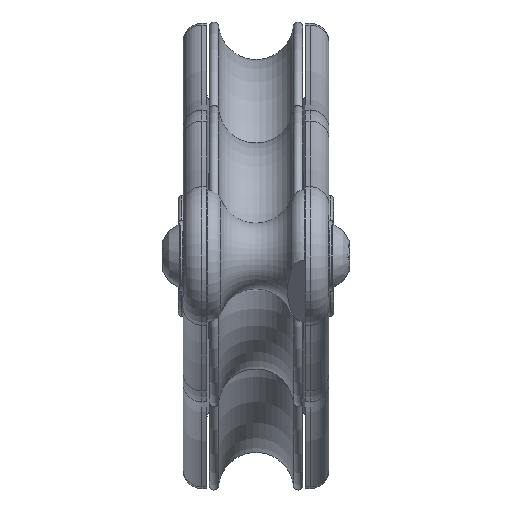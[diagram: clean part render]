
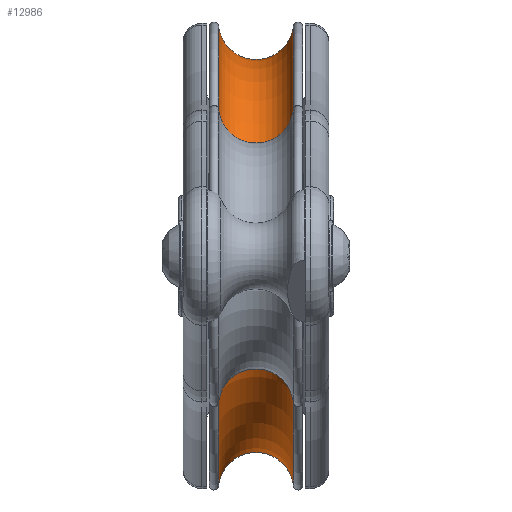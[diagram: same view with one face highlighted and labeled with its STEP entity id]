
A CAD part, front view. The second image highlights one B-rep face of the part: STEP entity #12986.
In plain terms, the highlighted toroidal (fillet/blend) face has major radius 49.75 mm and minor radius 8 mm.
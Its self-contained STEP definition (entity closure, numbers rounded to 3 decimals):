
#2461=FACE_OUTER_BOUND('',#3305,.T.);
#3305=EDGE_LOOP('',(#10986,#10987,#10988,#10989));
#4100=CIRCLE('',#13581,48.88);
#4663=CIRCLE('',#14523,48.88);
#4664=CIRCLE('',#14524,8.);
#5314=VERTEX_POINT('',#20360);
#5929=VERTEX_POINT('',#25907);
#6644=EDGE_CURVE('',#5314,#5314,#4100,.T.);
#7722=EDGE_CURVE('',#5929,#5929,#4663,.T.);
#7723=EDGE_CURVE('',#5929,#5314,#4664,.T.);
#10986=ORIENTED_EDGE('',*,*,#7722,.T.);
#10987=ORIENTED_EDGE('',*,*,#7723,.T.);
#10988=ORIENTED_EDGE('',*,*,#6644,.F.);
#10989=ORIENTED_EDGE('',*,*,#7723,.F.);
#12382=TOROIDAL_SURFACE('',#14522,49.75,8.);
#12986=ADVANCED_FACE('',(#2461),#12382,.F.);
#13581=AXIS2_PLACEMENT_3D('',#20362,#15855,#15856);
#14522=AXIS2_PLACEMENT_3D('',#25906,#17985,#17986);
#14523=AXIS2_PLACEMENT_3D('',#25908,#17987,#17988);
#14524=AXIS2_PLACEMENT_3D('',#25909,#17989,#17990);
#15855=DIRECTION('center_axis',(1.,0.,0.));
#15856=DIRECTION('ref_axis',(0.,-0.669,-0.743));
#17985=DIRECTION('center_axis',(1.,0.,0.));
#17986=DIRECTION('ref_axis',(0.,-0.743,0.669));
#17987=DIRECTION('center_axis',(1.,0.,0.));
#17988=DIRECTION('ref_axis',(0.,-0.669,-0.743));
#17989=DIRECTION('center_axis',(0.,0.669,
0.743));
#17990=DIRECTION('ref_axis',(0.,0.743,-0.669));
#20360=CARTESIAN_POINT('',(7.953,36.325,-32.707));
#20362=CARTESIAN_POINT('Origin',(7.953,0.,
0.));
#25906=CARTESIAN_POINT('Origin',(0.,0.,
0.));
#25907=CARTESIAN_POINT('',(-7.953,36.325,-32.707));
#25908=CARTESIAN_POINT('Origin',(-7.953,0.,
0.));
#25909=CARTESIAN_POINT('Origin',(0.,36.971,-33.289));
